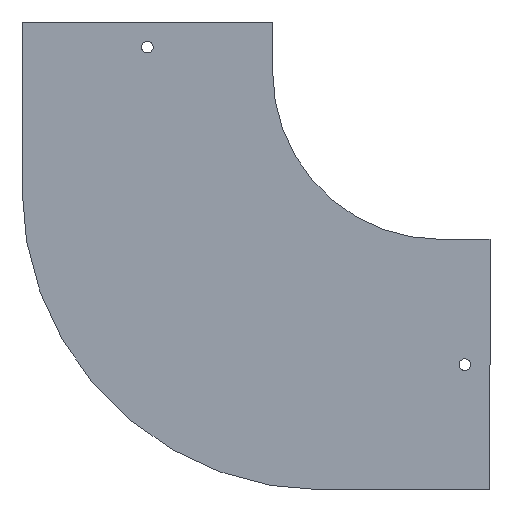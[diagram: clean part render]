
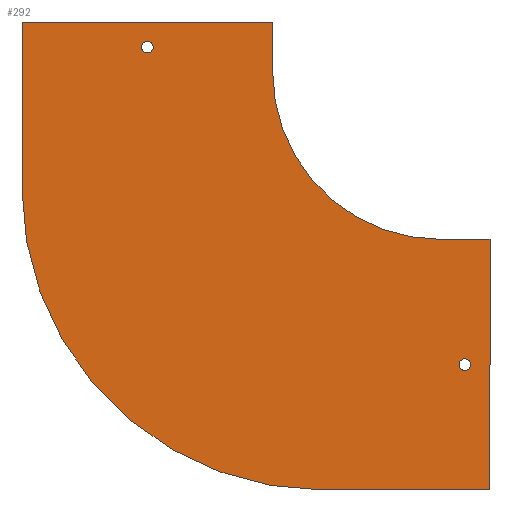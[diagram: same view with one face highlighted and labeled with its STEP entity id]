
A CAD part, front view. The second image highlights one B-rep face of the part: STEP entity #292.
In plain terms, the highlighted planar face has unit normal (0, -1, 0).
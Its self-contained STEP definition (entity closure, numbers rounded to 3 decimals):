
#88 = CARTESIAN_POINT ( 'NONE',  ( -75., 0., 0. ) ) ;
#96 = DIRECTION ( 'NONE',  ( 0., 0., 1. ) ) ;
#98 = DIRECTION ( 'NONE',  ( 1., 0., 0. ) ) ;
#100 = CARTESIAN_POINT ( 'NONE',  ( -75., 0., 0. ) ) ;
#121 = DIRECTION ( 'NONE',  ( 1., 0., 0. ) ) ;
#134 = CARTESIAN_POINT ( 'NONE',  ( 205., 0., -130. ) ) ;
#153 = CARTESIAN_POINT ( 'NONE',  ( 175., 0., -30. ) ) ;
#154 = DIRECTION ( 'NONE',  ( 0., -1., 0. ) ) ;
#155 = DIRECTION ( 'NONE',  ( 0., 0., -1. ) ) ;
#168 = CARTESIAN_POINT ( 'NONE',  ( 75., 0., 0. ) ) ;
#169 = DIRECTION ( 'NONE',  ( 0., 0., -1. ) ) ;
#177 = CARTESIAN_POINT ( 'NONE',  ( 0., 0., -18.5 ) ) ;
#182 = CARTESIAN_POINT ( 'NONE',  ( 190., 0., -208.5 ) ) ;
#292 = ADVANCED_FACE ( 'NONE', ( #1705, #1713, #1709 ), #671, .F. ) ;
#336 = CARTESIAN_POINT ( 'NONE',  ( 0., 0., -15. ) ) ;
#337 = DIRECTION ( 'NONE',  ( 0., -1., 0. ) ) ;
#338 = DIRECTION ( 'NONE',  ( 0., 0., -1. ) ) ;
#350 = CARTESIAN_POINT ( 'NONE',  ( 105., 0., -280. ) ) ;
#357 = CARTESIAN_POINT ( 'NONE',  ( 205., 0., -280. ) ) ;
#366 = CARTESIAN_POINT ( 'NONE',  ( 205., 0., -130. ) ) ;
#372 = CARTESIAN_POINT ( 'NONE',  ( 175., 0., -130. ) ) ;
#378 = CARTESIAN_POINT ( 'NONE',  ( 75., 0., -30. ) ) ;
#390 = CARTESIAN_POINT ( 'NONE',  ( -75., 0., 0. ) ) ;
#391 = CARTESIAN_POINT ( 'NONE',  ( 75., 0., 0. ) ) ;
#396 = CARTESIAN_POINT ( 'NONE',  ( -75., 0., -100. ) ) ;
#442 = CARTESIAN_POINT ( 'NONE',  ( 205., 0., -280. ) ) ;
#447 = DIRECTION ( 'NONE',  ( 0., 0., -1. ) ) ;
#467 = CARTESIAN_POINT ( 'NONE',  ( 190., 0., -205. ) ) ;
#468 = DIRECTION ( 'NONE',  ( 0., -1., 0. ) ) ;
#469 = DIRECTION ( 'NONE',  ( 0., 0., -1. ) ) ;
#494 = CARTESIAN_POINT ( 'NONE',  ( 105., 0., -100. ) ) ;
#495 = DIRECTION ( 'NONE',  ( 0., 1., 0. ) ) ;
#496 = DIRECTION ( 'NONE',  ( 0., 0., 1. ) ) ;
#499 = CARTESIAN_POINT ( 'NONE',  ( 105., 0., -280. ) ) ;
#500 = DIRECTION ( 'NONE',  ( -1., 0., 0. ) ) ;
#593 = DIRECTION ( 'NONE',  ( 0., 1., 0. ) ) ;
#596 = CARTESIAN_POINT ( 'NONE',  ( 105., 0., -100. ) ) ;
#669 = DIRECTION ( 'NONE',  ( 0., 0., 1. ) ) ;
#671 = PLANE ( 'NONE',  #1311 ) ;
#737 = EDGE_CURVE ( 'NONE', #910, #910, #1748, .T. ) ;
#842 = LINE ( 'NONE', #88, #851 ) ;
#851 = VECTOR ( 'NONE', #98, 1000. ) ;
#854 = LINE ( 'NONE', #100, #856 ) ;
#856 = VECTOR ( 'NONE', #96, 1000. ) ;
#880 = LINE ( 'NONE', #134, #882 ) ;
#882 = VECTOR ( 'NONE', #121, 1000. ) ;
#888 = CIRCLE ( 'NONE', #1370, 100. ) ;
#898 = LINE ( 'NONE', #168, #901 ) ;
#901 = VECTOR ( 'NONE', #169, 1000. ) ;
#910 = VERTEX_POINT ( 'NONE', #177 ) ;
#912 = VERTEX_POINT ( 'NONE', #182 ) ;
#962 = EDGE_LOOP ( 'NONE', ( #1257 ) ) ;
#1092 = VERTEX_POINT ( 'NONE', #350 ) ;
#1099 = VERTEX_POINT ( 'NONE', #357 ) ;
#1108 = VERTEX_POINT ( 'NONE', #366 ) ;
#1114 = VERTEX_POINT ( 'NONE', #372 ) ;
#1120 = VERTEX_POINT ( 'NONE', #378 ) ;
#1132 = VERTEX_POINT ( 'NONE', #390 ) ;
#1133 = VERTEX_POINT ( 'NONE', #391 ) ;
#1138 = VERTEX_POINT ( 'NONE', #396 ) ;
#1256 = ORIENTED_EDGE ( 'NONE', *, *, #1395, .F. ) ;
#1257 = ORIENTED_EDGE ( 'NONE', *, *, #737, .F. ) ;
#1258 = ORIENTED_EDGE ( 'NONE', *, *, #1408, .F. ) ;
#1259 = ORIENTED_EDGE ( 'NONE', *, *, #1270, .F. ) ;
#1260 = ORIENTED_EDGE ( 'NONE', *, *, #1506, .F. ) ;
#1261 = ORIENTED_EDGE ( 'NONE', *, *, #1511, .F. ) ;
#1262 = ORIENTED_EDGE ( 'NONE', *, *, #1518, .F. ) ;
#1270 = EDGE_CURVE ( 'NONE', #1108, #1099, #1760, .T. ) ;
#1311 = AXIS2_PLACEMENT_3D ( 'NONE', #596, #593, #669 ) ;
#1331 = AXIS2_PLACEMENT_3D ( 'NONE', #336, #337, #338 ) ;
#1336 = AXIS2_PLACEMENT_3D ( 'NONE', #467, #468, #469 ) ;
#1342 = AXIS2_PLACEMENT_3D ( 'NONE', #494, #495, #496 ) ;
#1370 = AXIS2_PLACEMENT_3D ( 'NONE', #153, #154, #155 ) ;
#1395 = EDGE_CURVE ( 'NONE', #912, #912, #1776, .T. ) ;
#1405 = EDGE_CURVE ( 'NONE', #1092, #1138, #1788, .T. ) ;
#1408 = EDGE_CURVE ( 'NONE', #1099, #1092, #1796, .T. ) ;
#1488 = EDGE_CURVE ( 'NONE', #1132, #1133, #842, .T. ) ;
#1491 = EDGE_CURVE ( 'NONE', #1138, #1132, #854, .T. ) ;
#1506 = EDGE_CURVE ( 'NONE', #1114, #1108, #880, .T. ) ;
#1511 = EDGE_CURVE ( 'NONE', #1120, #1114, #888, .T. ) ;
#1518 = EDGE_CURVE ( 'NONE', #1133, #1120, #898, .T. ) ;
#1526 = EDGE_LOOP ( 'NONE', ( #1256 ) ) ;
#1528 = EDGE_LOOP ( 'NONE', ( #1258, #1259, #1260, #1261, #1262, #1536, #1537, #1538 ) ) ;
#1536 = ORIENTED_EDGE ( 'NONE', *, *, #1488, .F. ) ;
#1537 = ORIENTED_EDGE ( 'NONE', *, *, #1491, .F. ) ;
#1538 = ORIENTED_EDGE ( 'NONE', *, *, #1405, .F. ) ;
#1705 = FACE_BOUND ( 'NONE', #1526, .T. ) ;
#1709 = FACE_OUTER_BOUND ( 'NONE', #1528, .T. ) ;
#1713 = FACE_BOUND ( 'NONE', #962, .T. ) ;
#1748 = CIRCLE ( 'NONE', #1331, 3.5 ) ;
#1760 = LINE ( 'NONE', #442, #1764 ) ;
#1764 = VECTOR ( 'NONE', #447, 1000. ) ;
#1776 = CIRCLE ( 'NONE', #1336, 3.5 ) ;
#1788 = CIRCLE ( 'NONE', #1342, 180. ) ;
#1796 = LINE ( 'NONE', #499, #1799 ) ;
#1799 = VECTOR ( 'NONE', #500, 1000. ) ;
